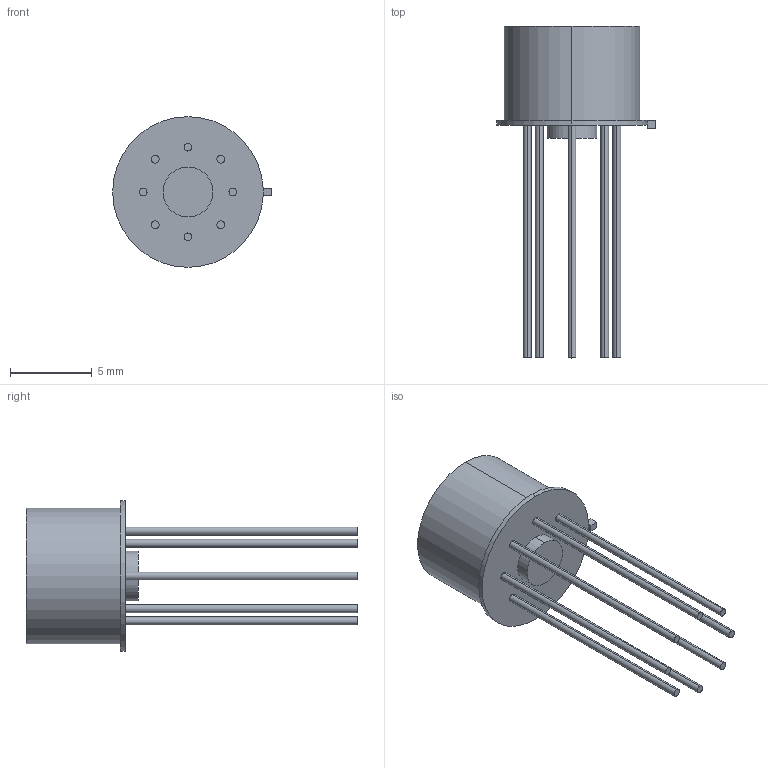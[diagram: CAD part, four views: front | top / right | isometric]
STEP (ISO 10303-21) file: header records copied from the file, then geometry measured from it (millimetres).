
FILE_DESCRIPTION (( 'STEP AP214' ), '1' );
FILE_NAME ('SF_QGCQ_L9.2W9.2H20.25T6.05.STEP', '2019-12-11T15:25:08', ( '' ), ( '' ), 'SwSTEP 2.0', 'SolidWorks 2014', '' );
FILE_SCHEMA (( 'AUTOMOTIVE_DESIGN' ));
Length unit declared in the file: millimetre
Products named in the file (1): SF_QGCQ_L9.2W9.2H20.25T6.05
Bounding box: 9.68 x 20.25 x 9.19 mm (x, y, z)
Volume: 353.8 mm3; surface area: 470.6 mm2
Topology: 1 solids, 1 shells, 114 faces, 283 edges, 188 vertices
Faces by surface type: plane 90, cylinder 24
Entity records: 4647 total; most frequent: CARTESIAN_POINT 586, ORIENTED_EDGE 566, DIRECTION 561, EDGE_CURVE 283, LINE 235, VECTOR 235, VERTEX_POINT 188, AXIS2_PLACEMENT_3D 163
